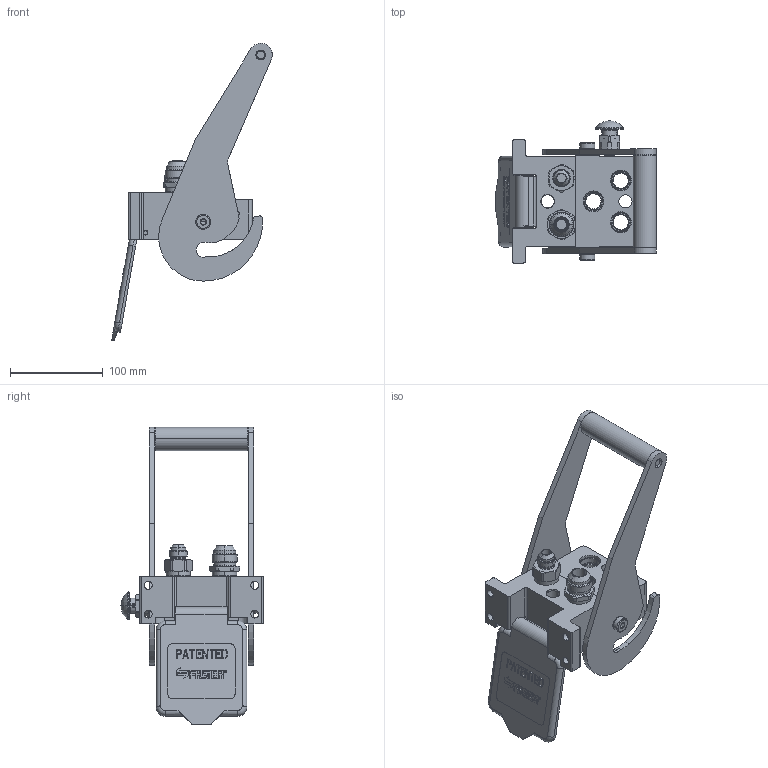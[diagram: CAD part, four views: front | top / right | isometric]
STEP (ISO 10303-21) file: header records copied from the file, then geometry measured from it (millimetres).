
FILE_DESCRIPTION (( 'STEP AP214' ), '1' );
FILE_NAME ('FASTER.step', '2024-10-28T11:53:17', ( '' ), ( '' ), 'SwSTEP 2.0', 'SolidWorks 2017', '' );
FILE_SCHEMA (( 'AUTOMOTIVE_DESIGN' ));
Length unit declared in the file: millimetre
Products named in the file (32): 4830_001_0005_300; 4810_001_0001_014; 4820_001_0004_000; 4830_013_3000_020; 2ffnb38-13_fsf; 4830_070_0000_001; 4830_020_5001_000; 4830_022_0000_011; 4830_024_0003_000^4830_024_0003_000; 4830_025_1000_000; 4830_024_0002_010; or1_5x7_m; 4132_072_0000_300; CURS_MOLLA_38; 4830_024_0002_020; 2ffnb38-13_hsf; 4830_025_2000_000; 4830_024_0003_000; 0048_317_1000_000; 4830_001_0005_301; P5065_F_BASE; 0048_042_0412_000; 4132_014_0000_000; FASTER; sicura_p5; A_2ffnb38-13_hsf; 4830_025_0000_001; et011; A_2ffnb38-13_fsf; 4830_027_0000_002
Assembly tree (33 placements, depth 4):
  4830_024_0003_000^4830_024_0003_000
  FASTER
    P5065_F_BASE
      4830_020_5001_000
      4830_025_1000_000
      4830_022_0000_011
      4830_070_0000_001
      4830_013_3000_020  x2
      4810_001_0001_014
      4820_001_0004_000
      4830_001_0005_300
      4830_001_0005_301
      0048_317_1000_000  x2
    A_2ffnb38-13_fsf
      CURS_MOLLA_38
        4132_072_0000_300
        4132_014_0000_000
      2ffnb38-13_fsf
        2ffnb38-13_fsf
    A_2ffnb38-13_hsf
      CURS_MOLLA_38
        4132_072_0000_300
        4132_014_0000_000
      2ffnb38-13_hsf
        2ffnb38-13_hsf
    4830_024_0003_000
      sicura_p5
        4830_025_0000_001
        or1_5x7_m
        0048_042_0412_000
      4830_027_0000_002
      4830_024_0002_010
      4830_024_0002_020
      4830_025_2000_000
    et011
Bounding box: 173.28 x 153.38 x 320.66 mm (x, y, z)
Volume: 208207.3 mm3; surface area: 236538.1 mm2
Topology: 20 solids, 53 shells, 3144 faces, 8297 edges, 5312 vertices
Faces by surface type: plane 1851, cylinder 643, cone 244, bspline 195, torus 180, sphere 31
Entity records: 129576 total; most frequent: CARTESIAN_POINT 50163, ORIENTED_EDGE 15658, DIRECTION 14466, EDGE_CURVE 8040, LINE 5470, VECTOR 5470, VERTEX_POINT 5183, AXIS2_PLACEMENT_3D 4498
